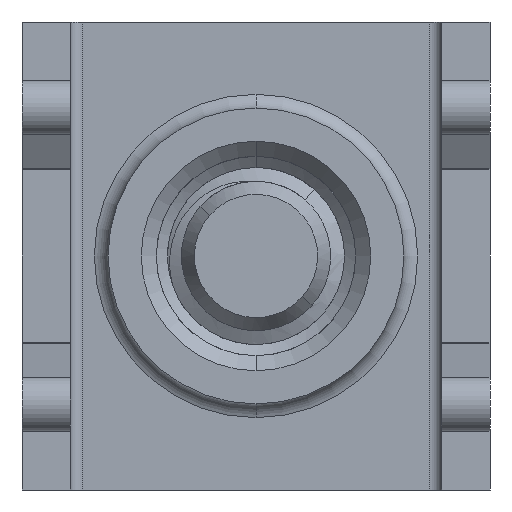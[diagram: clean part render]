
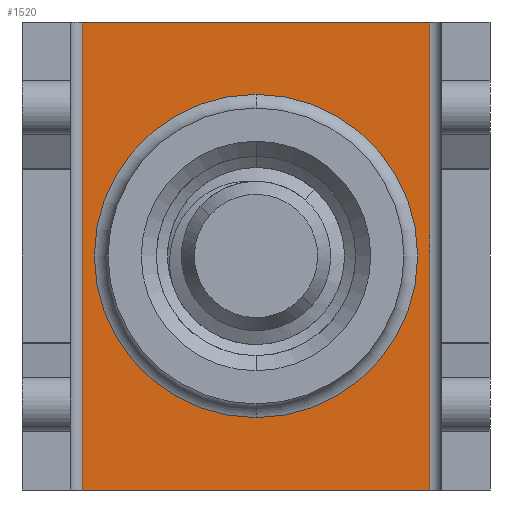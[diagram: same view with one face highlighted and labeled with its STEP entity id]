
A CAD part, front view. The second image highlights one B-rep face of the part: STEP entity #1520.
In plain terms, the highlighted planar face has unit normal (0, -1, 0).
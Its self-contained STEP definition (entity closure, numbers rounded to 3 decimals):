
#1361 = EDGE_CURVE ( 'NONE', #1362, #1363, #3958, .T. ) ;
#1362 = VERTEX_POINT ( 'NONE', #3953 ) ;
#1363 = VERTEX_POINT ( 'NONE', #3952 ) ;
#1460 = ORIENTED_EDGE ( 'NONE', *, *, #1461, .T. ) ;
#1461 = EDGE_CURVE ( 'NONE', #1530, #1524, #4470, .T. ) ;
#1462 = EDGE_LOOP ( 'NONE', ( #1582, #1584 ) ) ;
#1520 = ADVANCED_FACE ( 'NONE', ( #4431, #4425 ), #4594, .T. ) ;
#1521 = ORIENTED_EDGE ( 'NONE', *, *, #1522, .F. ) ;
#1522 = EDGE_CURVE ( 'NONE', #1523, #1524, #4595, .T. ) ;
#1523 = VERTEX_POINT ( 'NONE', #4499 ) ;
#1524 = VERTEX_POINT ( 'NONE', #4498 ) ;
#1525 = ORIENTED_EDGE ( 'NONE', *, *, #1526, .F. ) ;
#1526 = EDGE_CURVE ( 'NONE', #1527, #1523, #4497, .T. ) ;
#1527 = VERTEX_POINT ( 'NONE', #4493 ) ;
#1528 = ORIENTED_EDGE ( 'NONE', *, *, #1529, .T. ) ;
#1529 = EDGE_CURVE ( 'NONE', #1527, #1530, #4492, .T. ) ;
#1530 = VERTEX_POINT ( 'NONE', #4684 ) ;
#1577 = EDGE_LOOP ( 'NONE', ( #1521, #1525, #1528, #1460 ) ) ;
#1582 = ORIENTED_EDGE ( 'NONE', *, *, #1583, .T. ) ;
#1583 = EDGE_CURVE ( 'NONE', #1363, #1362, #4515, .T. ) ;
#1584 = ORIENTED_EDGE ( 'NONE', *, *, #1361, .T. ) ;
#3952 = CARTESIAN_POINT ( 'NONE',  ( 2.275, 2.906, 1.848 ) ) ;
#3953 = CARTESIAN_POINT ( 'NONE',  ( 2.275, 2.906, -3.59 ) ) ;
#3954 = DIRECTION ( 'NONE',  ( 0., 0., 1. ) ) ;
#3955 = DIRECTION ( 'NONE',  ( 0., 1., 0. ) ) ;
#3956 = CARTESIAN_POINT ( 'NONE',  ( 2.275, 2.906, -0.871 ) ) ;
#3957 = AXIS2_PLACEMENT_3D ( 'NONE', #3956, #3955, #3954 ) ;
#3958 = CIRCLE ( 'NONE', #3957, 2.719 ) ;
#4345 = DIRECTION ( 'NONE',  ( 0., 0., -1. ) ) ;
#4346 = VECTOR ( 'NONE', #4345, 1000. ) ;
#4347 = CARTESIAN_POINT ( 'NONE',  ( -0.646, 2.906, 3.066 ) ) ;
#4425 = FACE_BOUND ( 'NONE', #1462, .T. ) ;
#4431 = FACE_OUTER_BOUND ( 'NONE', #1577, .T. ) ;
#4470 = LINE ( 'NONE', #4347, #4346 ) ;
#4492 = LINE ( 'NONE', #4687, #4686 ) ;
#4493 = CARTESIAN_POINT ( 'NONE',  ( 5.196, 2.906, 3.066 ) ) ;
#4494 = DIRECTION ( 'NONE',  ( 0., 0., -1. ) ) ;
#4495 = VECTOR ( 'NONE', #4494, 1000. ) ;
#4496 = CARTESIAN_POINT ( 'NONE',  ( 5.196, 2.906, 3.066 ) ) ;
#4497 = LINE ( 'NONE', #4496, #4495 ) ;
#4498 = CARTESIAN_POINT ( 'NONE',  ( -0.646, 2.906, -4.808 ) ) ;
#4499 = CARTESIAN_POINT ( 'NONE',  ( 5.196, 2.906, -4.808 ) ) ;
#4500 = DIRECTION ( 'NONE',  ( -1., 0., 0. ) ) ;
#4501 = VECTOR ( 'NONE', #4500, 1000. ) ;
#4502 = CARTESIAN_POINT ( 'NONE',  ( -0.646, 2.906, -4.808 ) ) ;
#4503 = DIRECTION ( 'NONE',  ( 0., 0., -1. ) ) ;
#4504 = DIRECTION ( 'NONE',  ( 0., -1., 0. ) ) ;
#4505 = CARTESIAN_POINT ( 'NONE',  ( -0.646, 2.906, 3.066 ) ) ;
#4511 = DIRECTION ( 'NONE',  ( 0., 0., 1. ) ) ;
#4512 = DIRECTION ( 'NONE',  ( 0., 1., 0. ) ) ;
#4513 = CARTESIAN_POINT ( 'NONE',  ( 2.275, 2.906, -0.871 ) ) ;
#4514 = AXIS2_PLACEMENT_3D ( 'NONE', #4513, #4512, #4511 ) ;
#4515 = CIRCLE ( 'NONE', #4514, 2.719 ) ;
#4593 = AXIS2_PLACEMENT_3D ( 'NONE', #4505, #4504, #4503 ) ;
#4594 = PLANE ( 'NONE',  #4593 ) ;
#4595 = LINE ( 'NONE', #4502, #4501 ) ;
#4684 = CARTESIAN_POINT ( 'NONE',  ( -0.646, 2.906, 3.066 ) ) ;
#4685 = DIRECTION ( 'NONE',  ( -1., 0., 0. ) ) ;
#4686 = VECTOR ( 'NONE', #4685, 1000. ) ;
#4687 = CARTESIAN_POINT ( 'NONE',  ( -0.646, 2.906, 3.066 ) ) ;
